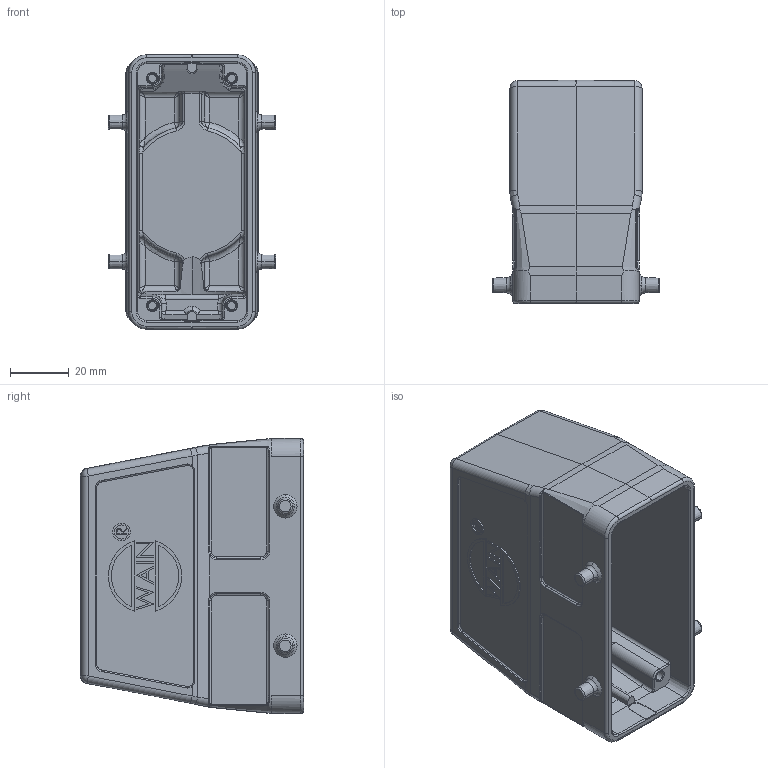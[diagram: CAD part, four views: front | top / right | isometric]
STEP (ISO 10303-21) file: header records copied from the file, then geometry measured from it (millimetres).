
FILE_DESCRIPTION((''),'2;1');
FILE_NAME('PRT0371','2019-06-20T',('zl.chen'),(''),'PRO/ENGINEER BY PARAMETRIC TECHNOLOGY CORPORATION, 2013430','PRO/ENGINEER BY PARAMETRIC TECHNOLOGY CORPORATION, 2013430','');
FILE_SCHEMA(('CONFIG_CONTROL_DESIGN','SHAPE_APPEARANCE_LAYERS_GROUPS'));
Length unit declared in the file: millimetre
Products named in the file (1): PRT0371
Bounding box: 57 x 76 x 93.7 mm (x, y, z)
Volume: 73117.1 mm3; surface area: 42128.5 mm2
Topology: 1 solids, 1 shells, 666 faces, 1643 edges, 990 vertices
Faces by surface type: plane 242, cylinder 175, bspline 117, torus 68, cone 46, extrusion 10, sphere 8
Entity records: 26905 total; most frequent: CARTESIAN_POINT 12152, ORIENTED_EDGE 3234, DIRECTION 2764, EDGE_CURVE 1617, AXIS2_PLACEMENT_3D 991, VERTEX_POINT 990, VECTOR 782, LINE 772
